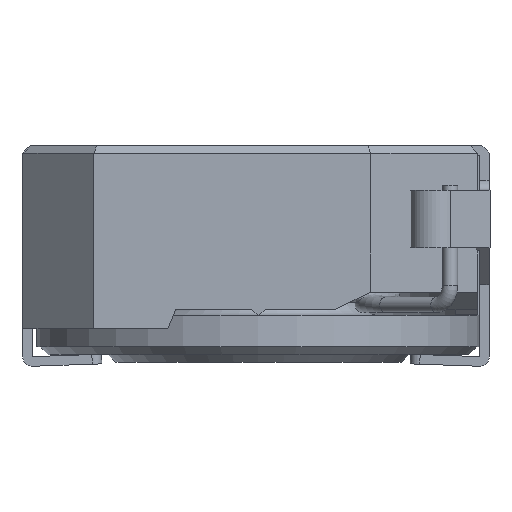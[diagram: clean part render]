
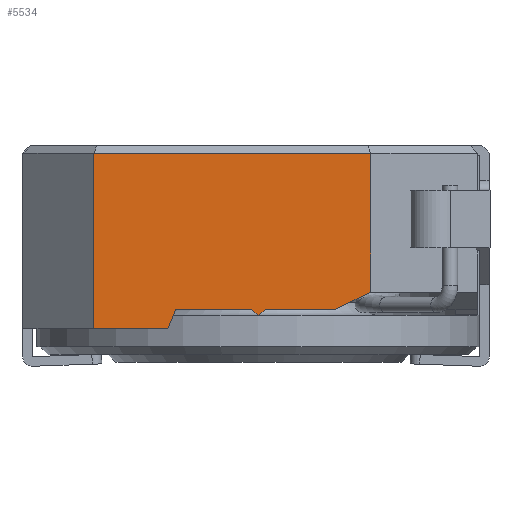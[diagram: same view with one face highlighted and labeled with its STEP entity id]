
A CAD part, front view. The second image highlights one B-rep face of the part: STEP entity #5534.
In plain terms, the highlighted face is planar.
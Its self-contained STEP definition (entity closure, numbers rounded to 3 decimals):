
#588=LINE('',#11153,#1196);
#597=LINE('',#11176,#1205);
#615=LINE('',#11222,#1223);
#619=LINE('',#11232,#1227);
#686=LINE('',#11399,#1294);
#700=LINE('',#11431,#1308);
#737=LINE('',#11507,#1345);
#747=LINE('',#11538,#1355);
#748=LINE('',#11544,#1356);
#749=LINE('',#11546,#1357);
#751=LINE('',#11551,#1359);
#1196=VECTOR('',#7834,1000.);
#1205=VECTOR('',#7851,1000.);
#1223=VECTOR('',#7891,1000.);
#1227=VECTOR('',#7901,1000.);
#1294=VECTOR('',#8042,1000.);
#1308=VECTOR('',#8072,1000.);
#1345=VECTOR('',#8147,1000.);
#1355=VECTOR('',#8191,1000.);
#1356=VECTOR('',#8202,1000.);
#1357=VECTOR('',#8205,1000.);
#1359=VECTOR('',#8213,1000.);
#2875=ORIENTED_EDGE('',*,*,#3447,.F.);
#2876=ORIENTED_EDGE('',*,*,#3645,.T.);
#2877=ORIENTED_EDGE('',*,*,#3484,.T.);
#2878=ORIENTED_EDGE('',*,*,#3482,.T.);
#2879=ORIENTED_EDGE('',*,*,#3479,.T.);
#2880=ORIENTED_EDGE('',*,*,#3648,.T.);
#2881=ORIENTED_EDGE('',*,*,#3457,.T.);
#2882=ORIENTED_EDGE('',*,*,#3579,.F.);
#2883=ORIENTED_EDGE('',*,*,#3644,.F.);
#2884=ORIENTED_EDGE('',*,*,#3563,.T.);
#2885=ORIENTED_EDGE('',*,*,#3623,.T.);
#2886=ORIENTED_EDGE('',*,*,#3642,.T.);
#3447=EDGE_CURVE('',#4035,#4036,#588,.T.);
#3457=EDGE_CURVE('',#4046,#4045,#597,.T.);
#3479=EDGE_CURVE('',#4063,#4064,#615,.T.);
#3482=EDGE_CURVE('',#4065,#4063,#4244,.T.);
#3484=EDGE_CURVE('',#4066,#4065,#619,.T.);
#3563=EDGE_CURVE('',#4128,#4125,#686,.T.);
#3579=EDGE_CURVE('',#4139,#4045,#700,.T.);
#3623=EDGE_CURVE('',#4125,#4159,#737,.T.);
#3642=EDGE_CURVE('',#4159,#4036,#747,.T.);
#3644=EDGE_CURVE('',#4128,#4139,#748,.T.);
#3645=EDGE_CURVE('',#4035,#4066,#749,.T.);
#3648=EDGE_CURVE('',#4064,#4046,#751,.T.);
#4035=VERTEX_POINT('',#11152);
#4036=VERTEX_POINT('',#11154);
#4045=VERTEX_POINT('',#11175);
#4046=VERTEX_POINT('',#11177);
#4063=VERTEX_POINT('',#11223);
#4064=VERTEX_POINT('',#11224);
#4065=VERTEX_POINT('',#11229);
#4066=VERTEX_POINT('',#11233);
#4125=VERTEX_POINT('',#11390);
#4128=VERTEX_POINT('',#11397);
#4139=VERTEX_POINT('',#11432);
#4159=VERTEX_POINT('',#11508);
#4244=CIRCLE('',#6711,0.05);
#4630=EDGE_LOOP('',(#2875,#2876,#2877,#2878,#2879,#2880,#2881,#2882,#2883,
#2884,#2885,#2886));
#4992=FACE_BOUND('',#4630,.T.);
#5227=PLANE('',#6807);
#5534=ADVANCED_FACE('',(#4992),#5227,.F.);
#6711=AXIS2_PLACEMENT_3D('',#11228,#7896,#7897);
#6807=AXIS2_PLACEMENT_3D('',#11557,#8223,#8224);
#7834=DIRECTION('',(0.,-0.371,-0.928));
#7851=DIRECTION('',(0.,0.897,0.442));
#7891=DIRECTION('',(0.,0.718,0.696));
#7896=DIRECTION('',(1.,0.,0.));
#7897=DIRECTION('',(0.,1.,0.));
#7901=DIRECTION('',(0.,0.718,-0.696));
#8042=DIRECTION('',(0.,-1.,0.));
#8072=DIRECTION('',(0.,-1.,0.));
#8147=DIRECTION('',(0.,0.,-1.));
#8191=DIRECTION('',(0.,1.,0.));
#8202=DIRECTION('',(0.,0.,-1.));
#8205=DIRECTION('',(0.,1.,0.));
#8213=DIRECTION('',(0.,1.,0.));
#8223=DIRECTION('',(-1.,0.,0.));
#8224=DIRECTION('',(0.,0.,1.));
#11152=CARTESIAN_POINT('',(5.989,-2.149,0.5));
#11153=CARTESIAN_POINT('',(5.989,-2.149,0.5));
#11154=CARTESIAN_POINT('',(5.989,-2.349,0.));
#11175=CARTESIAN_POINT('',(5.989,2.895,0.95));
#11176=CARTESIAN_POINT('',(5.989,1.983,0.5));
#11177=CARTESIAN_POINT('',(5.989,1.983,0.5));
#11222=CARTESIAN_POINT('',(5.989,0.035,0.364));
#11223=CARTESIAN_POINT('',(5.989,0.035,0.364));
#11224=CARTESIAN_POINT('',(5.989,0.175,0.5));
#11228=CARTESIAN_POINT('',(5.989,0.,0.4));
#11229=CARTESIAN_POINT('',(5.989,-0.035,0.364));
#11232=CARTESIAN_POINT('',(5.989,-0.175,0.5));
#11233=CARTESIAN_POINT('',(5.989,-0.175,0.5));
#11390=CARTESIAN_POINT('',(5.989,-4.276,4.55));
#11397=CARTESIAN_POINT('',(5.989,2.916,4.55));
#11399=CARTESIAN_POINT('',(5.989,-4.276,4.55));
#11431=CARTESIAN_POINT('',(5.989,2.916,0.95));
#11432=CARTESIAN_POINT('',(5.989,2.916,0.95));
#11507=CARTESIAN_POINT('',(5.989,-4.276,4.75));
#11508=CARTESIAN_POINT('',(5.989,-4.276,0.));
#11538=CARTESIAN_POINT('',(5.989,-4.276,0.));
#11544=CARTESIAN_POINT('',(5.989,2.916,4.75));
#11546=CARTESIAN_POINT('',(5.989,2.916,0.5));
#11551=CARTESIAN_POINT('',(5.989,2.916,0.5));
#11557=CARTESIAN_POINT('',(5.989,-4.276,4.75));
